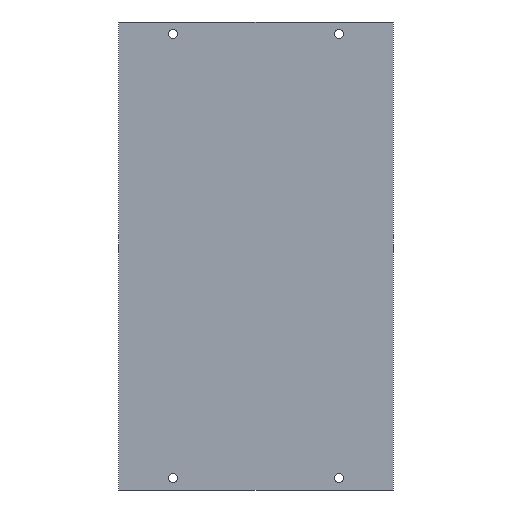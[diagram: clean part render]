
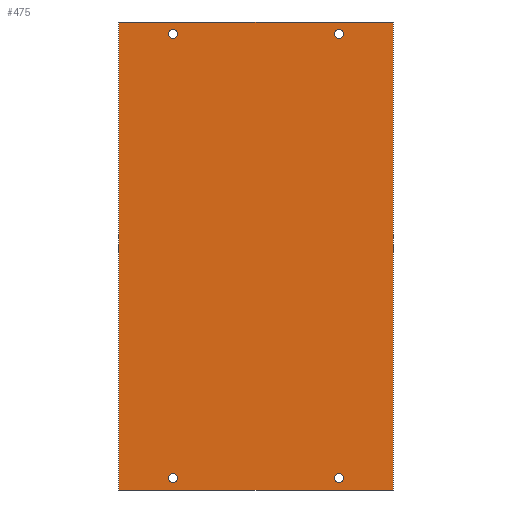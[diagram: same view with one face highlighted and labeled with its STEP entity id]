
A CAD part, front view. The second image highlights one B-rep face of the part: STEP entity #475.
In plain terms, the highlighted planar face has unit normal (0, -1, 0).
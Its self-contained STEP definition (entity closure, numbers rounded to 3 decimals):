
#2 = CARTESIAN_POINT ( 'NONE',  ( 28., 0., 73.5 ) ) ;
#16 = EDGE_CURVE ( 'NONE', #530, #230, #213, .T. ) ;
#19 = EDGE_CURVE ( 'NONE', #230, #360, #528, .T. ) ;
#25 = DIRECTION ( 'NONE',  ( 0., 0., -1. ) ) ;
#27 = DIRECTION ( 'NONE',  ( 0., 1., 0. ) ) ;
#30 = CARTESIAN_POINT ( 'NONE',  ( 28., 0., -75. ) ) ;
#46 = DIRECTION ( 'NONE',  ( 0., 0., 1. ) ) ;
#59 = DIRECTION ( 'NONE',  ( 0., 0., -1. ) ) ;
#62 = DIRECTION ( 'NONE',  ( 0., 1., 0. ) ) ;
#69 = CARTESIAN_POINT ( 'NONE',  ( 46.35, 0., -79. ) ) ;
#70 = CARTESIAN_POINT ( 'NONE',  ( -28., 0., -75. ) ) ;
#88 = CARTESIAN_POINT ( 'NONE',  ( -46.35, 0., 79. ) ) ;
#105 = CIRCLE ( 'NONE', #336, 1.5 ) ;
#109 = CIRCLE ( 'NONE', #341, 1.5 ) ;
#112 = CIRCLE ( 'NONE', #365, 1.5 ) ;
#113 = CARTESIAN_POINT ( 'NONE',  ( 28., 0., -73.5 ) ) ;
#116 = VECTOR ( 'NONE', #424, 1000. ) ;
#117 = CIRCLE ( 'NONE', #372, 1.5 ) ;
#119 = LINE ( 'NONE', #441, #116 ) ;
#121 = VECTOR ( 'NONE', #427, 1000. ) ;
#126 = LINE ( 'NONE', #428, #121 ) ;
#128 = CIRCLE ( 'NONE', #381, 1.5 ) ;
#130 = DIRECTION ( 'NONE',  ( 0., 0., -1. ) ) ;
#131 = DIRECTION ( 'NONE',  ( 0., 1., 0. ) ) ;
#133 = CARTESIAN_POINT ( 'NONE',  ( -28., 0., 75. ) ) ;
#134 = CARTESIAN_POINT ( 'NONE',  ( -46.35, 0., -79. ) ) ;
#147 = FACE_BOUND ( 'NONE', #353, .T. ) ;
#149 = FACE_OUTER_BOUND ( 'NONE', #454, .T. ) ;
#151 = CARTESIAN_POINT ( 'NONE',  ( 46.35, 0., -79. ) ) ;
#152 = CARTESIAN_POINT ( 'NONE',  ( 28., 0., -76.5 ) ) ;
#155 = FACE_BOUND ( 'NONE', #493, .T. ) ;
#157 = CARTESIAN_POINT ( 'NONE',  ( 46.35, 0., 79. ) ) ;
#158 = FACE_BOUND ( 'NONE', #395, .T. ) ;
#162 = FACE_BOUND ( 'NONE', #459, .T. ) ;
#165 = CARTESIAN_POINT ( 'NONE',  ( -28., 0., -76.5 ) ) ;
#173 = CARTESIAN_POINT ( 'NONE',  ( -28., 0., 73.5 ) ) ;
#177 = CARTESIAN_POINT ( 'NONE',  ( -28., 0., -73.5 ) ) ;
#179 = CARTESIAN_POINT ( 'NONE',  ( 28., 0., 76.5 ) ) ;
#181 = CIRCLE ( 'NONE', #402, 1.5 ) ;
#184 = DIRECTION ( 'NONE',  ( 1., 0., 0. ) ) ;
#186 = CIRCLE ( 'NONE', #409, 1.5 ) ;
#188 = CIRCLE ( 'NONE', #446, 1.5 ) ;
#198 = CARTESIAN_POINT ( 'NONE',  ( -46.35, 0., -79. ) ) ;
#200 = CARTESIAN_POINT ( 'NONE',  ( -28., 0., 76.5 ) ) ;
#208 = VECTOR ( 'NONE', #218, 1000. ) ;
#212 = VECTOR ( 'NONE', #184, 1000. ) ;
#213 = LINE ( 'NONE', #198, #212 ) ;
#218 = DIRECTION ( 'NONE',  ( 0., 0., 1. ) ) ;
#228 = VERTEX_POINT ( 'NONE', #113 ) ;
#230 = VERTEX_POINT ( 'NONE', #69 ) ;
#233 = VERTEX_POINT ( 'NONE', #2 ) ;
#237 = ORIENTED_EDGE ( 'NONE', *, *, #431, .T. ) ;
#239 = ORIENTED_EDGE ( 'NONE', *, *, #515, .T. ) ;
#240 = ORIENTED_EDGE ( 'NONE', *, *, #415, .T. ) ;
#241 = ORIENTED_EDGE ( 'NONE', *, *, #496, .T. ) ;
#244 = ORIENTED_EDGE ( 'NONE', *, *, #511, .T. ) ;
#245 = ORIENTED_EDGE ( 'NONE', *, *, #479, .T. ) ;
#246 = ORIENTED_EDGE ( 'NONE', *, *, #501, .T. ) ;
#247 = ORIENTED_EDGE ( 'NONE', *, *, #450, .T. ) ;
#248 = ORIENTED_EDGE ( 'NONE', *, *, #492, .T. ) ;
#250 = ORIENTED_EDGE ( 'NONE', *, *, #485, .T. ) ;
#252 = ORIENTED_EDGE ( 'NONE', *, *, #16, .T. ) ;
#254 = ORIENTED_EDGE ( 'NONE', *, *, #19, .T. ) ;
#261 = PLANE ( 'NONE',  #390 ) ;
#270 = CARTESIAN_POINT ( 'NONE',  ( 46.35, 0., 79. ) ) ;
#325 = DIRECTION ( 'NONE',  ( 0., 1., 0. ) ) ;
#331 = VERTEX_POINT ( 'NONE', #179 ) ;
#334 = VERTEX_POINT ( 'NONE', #177 ) ;
#335 = VERTEX_POINT ( 'NONE', #200 ) ;
#336 = AXIS2_PLACEMENT_3D ( 'NONE', #379, #377, #366 ) ;
#340 = VERTEX_POINT ( 'NONE', #173 ) ;
#341 = AXIS2_PLACEMENT_3D ( 'NONE', #392, #391, #389 ) ;
#346 = VERTEX_POINT ( 'NONE', #165 ) ;
#353 = EDGE_LOOP ( 'NONE', ( #240, #241 ) ) ;
#360 = VERTEX_POINT ( 'NONE', #157 ) ;
#363 = VERTEX_POINT ( 'NONE', #152 ) ;
#365 = AXIS2_PLACEMENT_3D ( 'NONE', #411, #410, #408 ) ;
#366 = DIRECTION ( 'NONE',  ( 0., 0., -1. ) ) ;
#372 = AXIS2_PLACEMENT_3D ( 'NONE', #416, #414, #413 ) ;
#377 = DIRECTION ( 'NONE',  ( 0., 1., 0. ) ) ;
#379 = CARTESIAN_POINT ( 'NONE',  ( -28., 0., -75. ) ) ;
#381 = AXIS2_PLACEMENT_3D ( 'NONE', #487, #486, #480 ) ;
#389 = DIRECTION ( 'NONE',  ( 0., 0., -1. ) ) ;
#390 = AXIS2_PLACEMENT_3D ( 'NONE', #270, #325, #46 ) ;
#391 = DIRECTION ( 'NONE',  ( 0., 1., 0. ) ) ;
#392 = CARTESIAN_POINT ( 'NONE',  ( 28., 0., 75. ) ) ;
#395 = EDGE_LOOP ( 'NONE', ( #246, #247 ) ) ;
#402 = AXIS2_PLACEMENT_3D ( 'NONE', #30, #27, #25 ) ;
#408 = DIRECTION ( 'NONE',  ( 0., 0., -1. ) ) ;
#409 = AXIS2_PLACEMENT_3D ( 'NONE', #70, #62, #59 ) ;
#410 = DIRECTION ( 'NONE',  ( 0., 1., 0. ) ) ;
#411 = CARTESIAN_POINT ( 'NONE',  ( 28., 0., -75. ) ) ;
#413 = DIRECTION ( 'NONE',  ( 0., 0., -1. ) ) ;
#414 = DIRECTION ( 'NONE',  ( 0., 1., 0. ) ) ;
#415 = EDGE_CURVE ( 'NONE', #340, #335, #188, .T. ) ;
#416 = CARTESIAN_POINT ( 'NONE',  ( -28., 0., 75. ) ) ;
#424 = DIRECTION ( 'NONE',  ( -1., 0., 0. ) ) ;
#427 = DIRECTION ( 'NONE',  ( 0., 0., -1. ) ) ;
#428 = CARTESIAN_POINT ( 'NONE',  ( -46.35, 0., -79. ) ) ;
#431 = EDGE_CURVE ( 'NONE', #346, #334, #186, .T. ) ;
#441 = CARTESIAN_POINT ( 'NONE',  ( -46.35, 0., 79. ) ) ;
#446 = AXIS2_PLACEMENT_3D ( 'NONE', #133, #131, #130 ) ;
#450 = EDGE_CURVE ( 'NONE', #228, #363, #181, .T. ) ;
#454 = EDGE_LOOP ( 'NONE', ( #248, #250, #252, #254 ) ) ;
#459 = EDGE_LOOP ( 'NONE', ( #237, #239 ) ) ;
#475 = ADVANCED_FACE ( 'NONE', ( #162, #147, #155, #158, #149 ), #261, .F. ) ;
#479 = EDGE_CURVE ( 'NONE', #331, #233, #128, .T. ) ;
#480 = DIRECTION ( 'NONE',  ( 0., 0., -1. ) ) ;
#485 = EDGE_CURVE ( 'NONE', #531, #530, #126, .T. ) ;
#486 = DIRECTION ( 'NONE',  ( 0., 1., 0. ) ) ;
#487 = CARTESIAN_POINT ( 'NONE',  ( 28., 0., 75. ) ) ;
#492 = EDGE_CURVE ( 'NONE', #360, #531, #119, .T. ) ;
#493 = EDGE_LOOP ( 'NONE', ( #244, #245 ) ) ;
#496 = EDGE_CURVE ( 'NONE', #335, #340, #117, .T. ) ;
#501 = EDGE_CURVE ( 'NONE', #363, #228, #112, .T. ) ;
#511 = EDGE_CURVE ( 'NONE', #233, #331, #109, .T. ) ;
#515 = EDGE_CURVE ( 'NONE', #334, #346, #105, .T. ) ;
#528 = LINE ( 'NONE', #151, #208 ) ;
#530 = VERTEX_POINT ( 'NONE', #134 ) ;
#531 = VERTEX_POINT ( 'NONE', #88 ) ;
